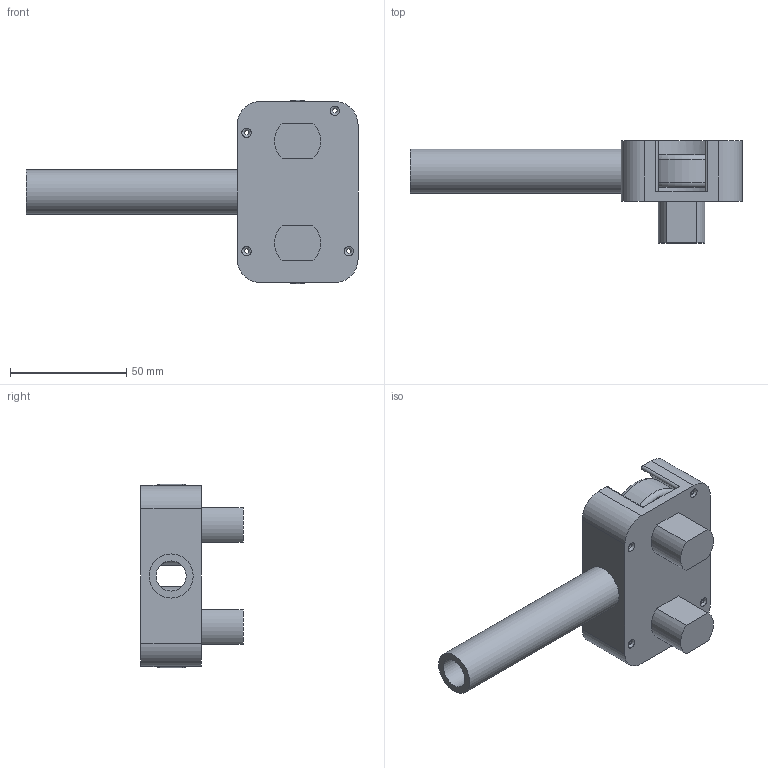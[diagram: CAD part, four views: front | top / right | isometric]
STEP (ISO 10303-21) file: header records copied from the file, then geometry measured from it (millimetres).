
FILE_DESCRIPTION(/* description */ (''),/* implementation_level */ '2;1');
FILE_NAME(/* name */ 'Launcher v5.step',/* time_stamp */ '2022-02-01T16:37:17+00:00',/* author */ (''),/* organization */ (''),/* preprocessor_version */ 'ST-DEVELOPER v18.1',/* originating_system */ 'Autodesk Translation Framework v10.10.0.1391',/* authorisation */ '');
FILE_SCHEMA (('AUTOMOTIVE_DESIGN { 1 0 10303 214 3 1 1 }'));
Length unit declared in the file: millimetre
Products named in the file (1): Launcher
Bounding box: 143 x 44 x 79 mm (x, y, z)
Volume: 96214 mm3; surface area: 38429.7 mm2
Topology: 6 solids, 6 shells, 62 faces, 160 edges, 107 vertices
Faces by surface type: plane 23, cylinder 23, torus 15, cone 1
Full cylindrical faces by diameter (mm): 2 x4, 13 x2, 19 x1, 35 x2
Entity records: 2143 total; most frequent: CARTESIAN_POINT 478, DIRECTION 362, ORIENTED_EDGE 320, EDGE_CURVE 160, AXIS2_PLACEMENT_3D 153, VERTEX_POINT 107, CIRCLE 90, EDGE_LOOP 75
